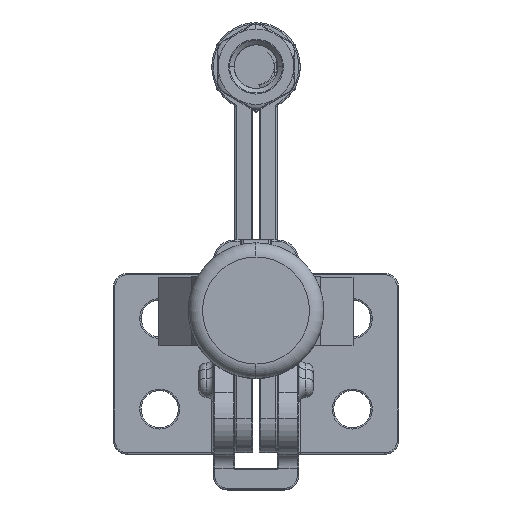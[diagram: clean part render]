
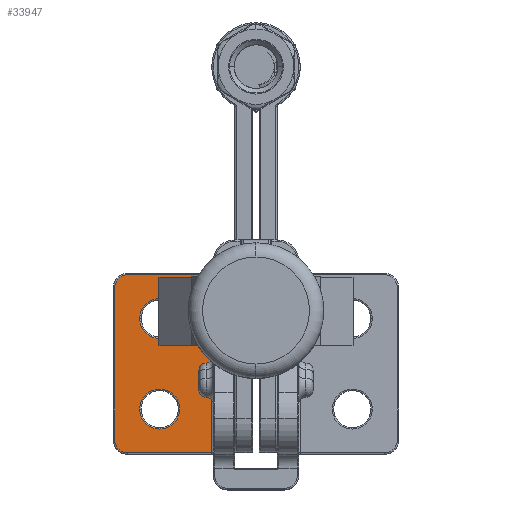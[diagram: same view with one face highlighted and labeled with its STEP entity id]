
A CAD part, top view. The second image highlights one B-rep face of the part: STEP entity #33947.
In plain terms, the highlighted planar face has unit normal (0, 0, 1).
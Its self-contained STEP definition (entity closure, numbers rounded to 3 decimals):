
#13751 = VERTEX_POINT ( 'NONE', #31323 ) ;
#13752 = EDGE_CURVE ( 'NONE', #13751, #13834, #31338, .T. ) ;
#13774 = VERTEX_POINT ( 'NONE', #31394 ) ;
#13775 = EDGE_CURVE ( 'NONE', #13774, #13787, #31400, .T. ) ;
#13787 = VERTEX_POINT ( 'NONE', #31433 ) ;
#13834 = VERTEX_POINT ( 'NONE', #31524 ) ;
#31313 = DIRECTION ( 'NONE',  ( -1., 0., 0. ) ) ;
#31314 = DIRECTION ( 'NONE',  ( 0., 0., -1. ) ) ;
#31318 = AXIS2_PLACEMENT_3D ( 'NONE', #31322, #31314, #31313 ) ;
#31322 = CARTESIAN_POINT ( 'NONE',  ( -13.5, 6.35, 3. ) ) ;
#31323 = CARTESIAN_POINT ( 'NONE',  ( -16.3, 6.35, 3. ) ) ;
#31338 = CIRCLE ( 'NONE', #31318, 2.8 ) ;
#31384 = DIRECTION ( 'NONE',  ( -1., 0., 0. ) ) ;
#31385 = DIRECTION ( 'NONE',  ( 0., 0., -1. ) ) ;
#31386 = CARTESIAN_POINT ( 'NONE',  ( -13.5, -6.35, 3. ) ) ;
#31394 = CARTESIAN_POINT ( 'NONE',  ( -16.3, -6.35, 3. ) ) ;
#31400 = CIRCLE ( 'NONE', #31406, 2.8 ) ;
#31406 = AXIS2_PLACEMENT_3D ( 'NONE', #31386, #31385, #31384 ) ;
#31433 = CARTESIAN_POINT ( 'NONE',  ( -10.7, -6.35, 3. ) ) ;
#31524 = CARTESIAN_POINT ( 'NONE',  ( -10.7, 6.35, 3. ) ) ;
#31826 = DIRECTION ( 'NONE',  ( 0., 0., 1. ) ) ;
#32062 = DIRECTION ( 'NONE',  ( -1., 0., 0. ) ) ;
#32068 = LINE ( 'NONE', #32074, #32090 ) ;
#32073 = DIRECTION ( 'NONE',  ( 0., -1., 0. ) ) ;
#32074 = CARTESIAN_POINT ( 'NONE',  ( -19.8, 12.7, 3. ) ) ;
#32090 = VECTOR ( 'NONE', #32073, 1000. ) ;
#32283 = CARTESIAN_POINT ( 'NONE',  ( -18., 10.7, 3. ) ) ;
#32320 = AXIS2_PLACEMENT_3D ( 'NONE', #32283, #31826, #32062 ) ;
#32323 = CIRCLE ( 'NONE', #32320, 1.8 ) ;
#32558 = CARTESIAN_POINT ( 'NONE',  ( 20., 12.7, 3. ) ) ;
#32565 = AXIS2_PLACEMENT_3D ( 'NONE', #32558, #32574, #32573 ) ;
#32566 = PLANE ( 'NONE',  #32565 ) ;
#32567 = FACE_BOUND ( 'NONE', #33946, .T. ) ;
#32573 = DIRECTION ( 'NONE',  ( -1., 0., 0. ) ) ;
#32574 = DIRECTION ( 'NONE',  ( 0., 0., -1. ) ) ;
#32575 = FACE_BOUND ( 'NONE', #33974, .T. ) ;
#32578 = FACE_OUTER_BOUND ( 'NONE', #33952, .T. ) ;
#32786 = CARTESIAN_POINT ( 'NONE',  ( -19.8, -10.7, 3. ) ) ;
#32789 = CARTESIAN_POINT ( 'NONE',  ( -6.2, 12.5, 3. ) ) ;
#32792 = CARTESIAN_POINT ( 'NONE',  ( 20., -12.5, 3. ) ) ;
#32796 = LINE ( 'NONE', #32792, #32801 ) ;
#32800 = DIRECTION ( 'NONE',  ( 1., 0., 0. ) ) ;
#32801 = VECTOR ( 'NONE', #32800, 1000. ) ;
#32827 = CARTESIAN_POINT ( 'NONE',  ( -18., 12.5, 3. ) ) ;
#32829 = CARTESIAN_POINT ( 'NONE',  ( -18., -12.5, 3. ) ) ;
#32831 = CARTESIAN_POINT ( 'NONE',  ( -6.2, -12.5, 3. ) ) ;
#32841 = AXIS2_PLACEMENT_3D ( 'NONE', #32847, #32899, #32898 ) ;
#32842 = DIRECTION ( 'NONE',  ( -1., 0., 0. ) ) ;
#32843 = DIRECTION ( 'NONE',  ( 0., 0., 1. ) ) ;
#32844 = AXIS2_PLACEMENT_3D ( 'NONE', #32872, #32843, #32842 ) ;
#32846 = LINE ( 'NONE', #32891, #32889 ) ;
#32847 = CARTESIAN_POINT ( 'NONE',  ( -13.5, 6.35, 3. ) ) ;
#32849 = CIRCLE ( 'NONE', #32841, 2.8 ) ;
#32853 = CIRCLE ( 'NONE', #32844, 1.8 ) ;
#32871 = CARTESIAN_POINT ( 'NONE',  ( -19.8, 10.7, 3. ) ) ;
#32872 = CARTESIAN_POINT ( 'NONE',  ( -18., -10.7, 3. ) ) ;
#32878 = DIRECTION ( 'NONE',  ( -1., 0., 0. ) ) ;
#32879 = DIRECTION ( 'NONE',  ( 0., 0., -1. ) ) ;
#32880 = CARTESIAN_POINT ( 'NONE',  ( -13.5, -6.35, 3. ) ) ;
#32881 = AXIS2_PLACEMENT_3D ( 'NONE', #32880, #32879, #32878 ) ;
#32887 = CIRCLE ( 'NONE', #32881, 2.8 ) ;
#32888 = DIRECTION ( 'NONE',  ( 0., 1., 0. ) ) ;
#32889 = VECTOR ( 'NONE', #32888, 1000. ) ;
#32891 = CARTESIAN_POINT ( 'NONE',  ( -6.2, 12.7, 3. ) ) ;
#32893 = DIRECTION ( 'NONE',  ( -1., 0., 0. ) ) ;
#32894 = VECTOR ( 'NONE', #32893, 1000. ) ;
#32895 = CARTESIAN_POINT ( 'NONE',  ( 20., 12.5, 3. ) ) ;
#32896 = LINE ( 'NONE', #32895, #32894 ) ;
#32898 = DIRECTION ( 'NONE',  ( -1., 0., 0. ) ) ;
#32899 = DIRECTION ( 'NONE',  ( 0., 0., -1. ) ) ;
#33923 = EDGE_CURVE ( 'NONE', #33938, #33944, #32796, .T. ) ;
#33924 = VERTEX_POINT ( 'NONE', #32789 ) ;
#33933 = ORIENTED_EDGE ( 'NONE', *, *, #33949, .T. ) ;
#33936 = ORIENTED_EDGE ( 'NONE', *, *, #33965, .T. ) ;
#33938 = VERTEX_POINT ( 'NONE', #32829 ) ;
#33940 = VERTEX_POINT ( 'NONE', #32827 ) ;
#33942 = VERTEX_POINT ( 'NONE', #32786 ) ;
#33944 = VERTEX_POINT ( 'NONE', #32831 ) ;
#33946 = EDGE_LOOP ( 'NONE', ( #33973, #33978 ) ) ;
#33947 = ADVANCED_FACE ( 'NONE', ( #32578, #32567, #32575 ), #32566, .F. ) ;
#33948 = ORIENTED_EDGE ( 'NONE', *, *, #33950, .T. ) ;
#33949 = EDGE_CURVE ( 'NONE', #33940, #33951, #32323, .T. ) ;
#33950 = EDGE_CURVE ( 'NONE', #33951, #33942, #32068, .T. ) ;
#33951 = VERTEX_POINT ( 'NONE', #32871 ) ;
#33952 = EDGE_LOOP ( 'NONE', ( #33933, #33948, #33936, #33972, #33976, #33971 ) ) ;
#33958 = ORIENTED_EDGE ( 'NONE', *, *, #33975, .T. ) ;
#33965 = EDGE_CURVE ( 'NONE', #33942, #33938, #32853, .T. ) ;
#33968 = EDGE_CURVE ( 'NONE', #13834, #13751, #32849, .T. ) ;
#33969 = EDGE_CURVE ( 'NONE', #33924, #33940, #32896, .T. ) ;
#33970 = EDGE_CURVE ( 'NONE', #33944, #33924, #32846, .T. ) ;
#33971 = ORIENTED_EDGE ( 'NONE', *, *, #33969, .T. ) ;
#33972 = ORIENTED_EDGE ( 'NONE', *, *, #33923, .T. ) ;
#33973 = ORIENTED_EDGE ( 'NONE', *, *, #13752, .T. ) ;
#33974 = EDGE_LOOP ( 'NONE', ( #33977, #33958 ) ) ;
#33975 = EDGE_CURVE ( 'NONE', #13787, #13774, #32887, .T. ) ;
#33976 = ORIENTED_EDGE ( 'NONE', *, *, #33970, .T. ) ;
#33977 = ORIENTED_EDGE ( 'NONE', *, *, #13775, .T. ) ;
#33978 = ORIENTED_EDGE ( 'NONE', *, *, #33968, .T. ) ;
